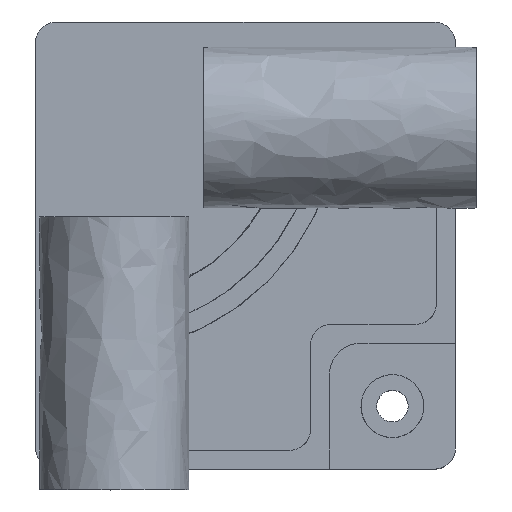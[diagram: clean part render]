
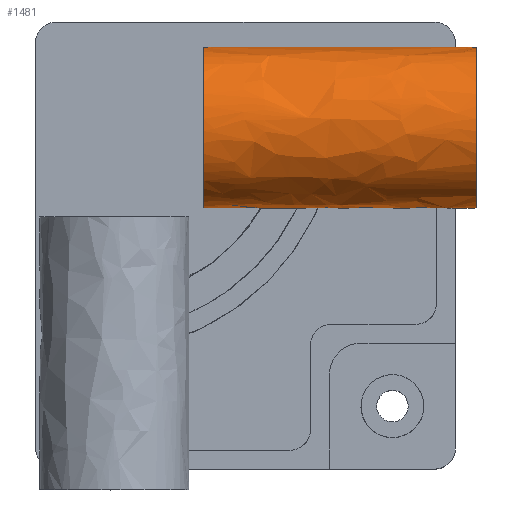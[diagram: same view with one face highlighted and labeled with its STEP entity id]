
A CAD part, top view. The second image highlights one B-rep face of the part: STEP entity #1481.
In plain terms, the highlighted free-form (B-spline) face has degree [2, 1] with [9, 2] control points.
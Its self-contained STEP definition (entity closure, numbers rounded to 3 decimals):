
#58 = VERTEX_POINT('',#59);
#59 = CARTESIAN_POINT('',(98.595,139.676,
    47.168));
#64 = EDGE_CURVE('',#65,#58,#67,.T.);
#65 = VERTEX_POINT('',#66);
#66 = CARTESIAN_POINT('',(88.288,102.019,78.054
    ));
#67 = B_SPLINE_CURVE_WITH_KNOTS('',3,(#68,#69,#70,#71,#72,#73,#74,#75,
    #76,#77,#78,#79,#80,#81,#82,#83),.UNSPECIFIED.,.F.,.F.,(4,2,2,2,2,2,
    2,4),(0.,0.125,0.25,0.375,0.5,0.75,0.875,1.),.UNSPECIFIED.);
#68 = CARTESIAN_POINT('',(88.288,102.019,78.054
    ));
#69 = CARTESIAN_POINT('',(88.288,102.019,
    75.661));
#70 = CARTESIAN_POINT('',(88.449,102.288,
    73.325));
#71 = CARTESIAN_POINT('',(89.05,103.332,68.756
    ));
#72 = CARTESIAN_POINT('',(89.494,104.117,
    66.519));
#73 = CARTESIAN_POINT('',(90.546,106.106,
    62.367));
#74 = CARTESIAN_POINT('',(91.164,107.331,
    60.402));
#75 = CARTESIAN_POINT('',(92.462,110.149,
    56.812));
#76 = CARTESIAN_POINT('',(93.136,111.729,55.195
    ));
#77 = CARTESIAN_POINT('',(95.133,117.002,
    50.85));
#78 = CARTESIAN_POINT('',(96.382,121.14,
    48.717));
#79 = CARTESIAN_POINT('',(97.692,127.928,
    46.97));
#80 = CARTESIAN_POINT('',(98.028,130.233,
    46.642));
#81 = CARTESIAN_POINT('',(98.48,134.928,46.503
    ));
#82 = CARTESIAN_POINT('',(98.595,137.33,
    46.699));
#83 = CARTESIAN_POINT('',(98.595,139.676,
    47.168));
#102 = VERTEX_POINT('',#103);
#103 = CARTESIAN_POINT('',(110.035,127.352,
    47.168));
#110 = EDGE_CURVE('',#102,#111,#113,.T.);
#111 = VERTEX_POINT('',#112);
#112 = CARTESIAN_POINT('',(102.267,102.019,
    78.054));
#113 = B_SPLINE_CURVE_WITH_KNOTS('',3,(#114,#115,#116,#117,#118,#119,
    #120,#121,#122,#123),.UNSPECIFIED.,.F.,.F.,(4,2,2,2,4),(0.,0.25,0.5,
    0.75,1.),.UNSPECIFIED.);
#114 = CARTESIAN_POINT('',(110.035,127.352,
    47.168));
#115 = CARTESIAN_POINT('',(109.515,123.749,
    47.886));
#116 = CARTESIAN_POINT('',(108.8,120.403,
    49.191));
#117 = CARTESIAN_POINT('',(107.138,114.212,
    52.906));
#118 = CARTESIAN_POINT('',(106.231,111.516,
    55.229));
#119 = CARTESIAN_POINT('',(104.503,106.935,
    60.779));
#120 = CARTESIAN_POINT('',(103.722,105.152,
    63.877));
#121 = CARTESIAN_POINT('',(102.584,102.655,
    70.766));
#122 = CARTESIAN_POINT('',(102.267,102.019,
    74.34));
#123 = CARTESIAN_POINT('',(102.267,102.019,
    78.054));
#170 = EDGE_CURVE('',#111,#65,#171,.T.);
#171 = B_SPLINE_CURVE_WITH_KNOTS('',1,(#172,#173),.UNSPECIFIED.,.F.,.F.,
  (2,2),(85.531,102.545),.PIECEWISE_BEZIER_KNOTS.);
#172 = CARTESIAN_POINT('',(102.267,102.019,
    78.054));
#173 = CARTESIAN_POINT('',(88.288,102.019,
    78.054));
#190 = EDGE_CURVE('',#58,#191,#193,.T.);
#191 = VERTEX_POINT('',#192);
#192 = CARTESIAN_POINT('',(164.325,139.676,
    47.168));
#193 = B_SPLINE_CURVE_WITH_KNOTS('',1,(#194,#195),.UNSPECIFIED.,.F.,.F.,
  (2,2),(-90.,-10.),.PIECEWISE_BEZIER_KNOTS.);
#194 = CARTESIAN_POINT('',(98.595,139.676,
    47.168));
#195 = CARTESIAN_POINT('',(164.325,139.676,
    47.168));
#218 = VERTEX_POINT('',#219);
#219 = CARTESIAN_POINT('',(164.325,127.352,
    47.168));
#226 = EDGE_CURVE('',#218,#102,#227,.T.);
#227 = B_SPLINE_CURVE_WITH_KNOTS('',1,(#228,#229),.UNSPECIFIED.,.F.,.F.,
  (2,2),(10.,76.077),.PIECEWISE_BEZIER_KNOTS.);
#228 = CARTESIAN_POINT('',(164.325,127.352,
    47.168));
#229 = CARTESIAN_POINT('',(110.035,127.352,
    47.168));
#645 = EDGE_CURVE('',#218,#191,#646,.T.);
#646 = ( BOUNDED_CURVE() B_SPLINE_CURVE(2,(#647,#648,#649),
.UNSPECIFIED.,.F.,.F.) B_SPLINE_CURVE_WITH_KNOTS((3,3),(2.945,
3.339),.PIECEWISE_BEZIER_KNOTS.) CURVE() 
GEOMETRIC_REPRESENTATION_ITEM() RATIONAL_B_SPLINE_CURVE((1.,
0.981,1.)) REPRESENTATION_ITEM('') );
#647 = CARTESIAN_POINT('',(164.325,127.352,
    47.168));
#648 = CARTESIAN_POINT('',(164.325,133.514,
    45.938));
#649 = CARTESIAN_POINT('',(164.325,139.676,
    47.168));
#1481 = ADVANCED_FACE('',(#1482,#1514),#1522,.T.);
#1482 = FACE_BOUND('',#1483,.T.);
#1483 = EDGE_LOOP('',(#1484,#1496,#1503,#1513));
#1484 = ORIENTED_EDGE('',*,*,#1485,.F.);
#1485 = EDGE_CURVE('',#1486,#1486,#1488,.T.);
#1486 = VERTEX_POINT('',#1487);
#1487 = CARTESIAN_POINT('',(172.541,165.01,
    78.054));
#1488 = ( BOUNDED_CURVE() B_SPLINE_CURVE(2,(#1489,#1490,#1491,#1492,
#1493,#1494,#1495),.UNSPECIFIED.,.T.,.F.) B_SPLINE_CURVE_WITH_KNOTS((1,2
    ,2,2,2,1),(-2.094,0.,2.094,4.189,
6.283,8.378),.UNSPECIFIED.) CURVE() 
GEOMETRIC_REPRESENTATION_ITEM() RATIONAL_B_SPLINE_CURVE((1.,0.5,1.,0.5,
1.,0.5,1.)) REPRESENTATION_ITEM('') );
#1489 = CARTESIAN_POINT('',(172.541,165.01,
    78.054));
#1490 = CARTESIAN_POINT('',(172.541,165.01,
    132.607));
#1491 = CARTESIAN_POINT('',(172.541,117.766,
    105.331));
#1492 = CARTESIAN_POINT('',(172.541,70.523,
    78.054));
#1493 = CARTESIAN_POINT('',(172.541,117.766,
    50.778));
#1494 = CARTESIAN_POINT('',(172.541,165.01,
    23.502));
#1495 = CARTESIAN_POINT('',(172.541,165.01,
    78.054));
#1496 = ORIENTED_EDGE('',*,*,#1497,.T.);
#1497 = EDGE_CURVE('',#1486,#1498,#1500,.T.);
#1498 = VERTEX_POINT('',#1499);
#1499 = CARTESIAN_POINT('',(65.73,165.01,
    78.054));
#1500 = B_SPLINE_CURVE_WITH_KNOTS('',1,(#1501,#1502),.UNSPECIFIED.,.F.,
  .F.,(2,2),(0.,130.),.PIECEWISE_BEZIER_KNOTS.);
#1501 = CARTESIAN_POINT('',(172.541,165.01,
    78.054));
#1502 = CARTESIAN_POINT('',(65.73,165.01,
    78.054));
#1503 = ORIENTED_EDGE('',*,*,#1504,.T.);
#1504 = EDGE_CURVE('',#1498,#1498,#1505,.T.);
#1505 = ( BOUNDED_CURVE() B_SPLINE_CURVE(2,(#1506,#1507,#1508,#1509,
#1510,#1511,#1512),.UNSPECIFIED.,.T.,.F.) B_SPLINE_CURVE_WITH_KNOTS((1,2
    ,2,2,2,1),(-2.094,0.,2.094,4.189,
6.283,8.378),.UNSPECIFIED.) CURVE() 
GEOMETRIC_REPRESENTATION_ITEM() RATIONAL_B_SPLINE_CURVE((1.,0.5,1.,0.5,
1.,0.5,1.)) REPRESENTATION_ITEM('') );
#1506 = CARTESIAN_POINT('',(65.73,165.01,
    78.054));
#1507 = CARTESIAN_POINT('',(65.73,165.01,
    132.607));
#1508 = CARTESIAN_POINT('',(65.73,117.766,
    105.331));
#1509 = CARTESIAN_POINT('',(65.73,70.523,
    78.054));
#1510 = CARTESIAN_POINT('',(65.73,117.766,
    50.778));
#1511 = CARTESIAN_POINT('',(65.73,165.01,
    23.502));
#1512 = CARTESIAN_POINT('',(65.73,165.01,
    78.054));
#1513 = ORIENTED_EDGE('',*,*,#1497,.F.);
#1514 = FACE_BOUND('',#1515,.T.);
#1515 = EDGE_LOOP('',(#1516,#1517,#1518,#1519,#1520,#1521));
#1516 = ORIENTED_EDGE('',*,*,#64,.F.);
#1517 = ORIENTED_EDGE('',*,*,#170,.F.);
#1518 = ORIENTED_EDGE('',*,*,#110,.F.);
#1519 = ORIENTED_EDGE('',*,*,#226,.F.);
#1520 = ORIENTED_EDGE('',*,*,#645,.T.);
#1521 = ORIENTED_EDGE('',*,*,#190,.F.);
#1522 = ( BOUNDED_SURFACE() B_SPLINE_SURFACE(2,1,(
    (#1523,#1524)
    ,(#1525,#1526)
    ,(#1527,#1528)
    ,(#1529,#1530)
    ,(#1531,#1532)
    ,(#1533,#1534)
    ,(#1535,#1536)
    ,(#1537,#1538)
    ,(#1539,#1540
)),.UNSPECIFIED.,.T.,.F.,.F.) B_SPLINE_SURFACE_WITH_KNOTS((3,2,2,2,3),(2
    ,2),(1.571,2.094,4.189,6.283,
    7.854),(0.,130.),.UNSPECIFIED.) 
GEOMETRIC_REPRESENTATION_ITEM() RATIONAL_B_SPLINE_SURFACE((
    (0.813,0.813)
    ,(0.875,0.875)
    ,(1.,1.)
    ,(0.5,0.5)
    ,(1.,1.)
    ,(0.5,0.5)
    ,(1.,1.)
    ,(0.625,0.625)
,(0.813,0.813))) REPRESENTATION_ITEM('') SURFACE() );
#1523 = CARTESIAN_POINT('',(172.541,164.987,
    76.843));
#1524 = CARTESIAN_POINT('',(65.73,164.987,
    76.843));
#1525 = CARTESIAN_POINT('',(172.541,164.687,
    69.056));
#1526 = CARTESIAN_POINT('',(65.73,164.687,
    69.056));
#1527 = CARTESIAN_POINT('',(172.541,160.79,
    62.307));
#1528 = CARTESIAN_POINT('',(65.73,160.79,
    62.307));
#1529 = CARTESIAN_POINT('',(172.541,133.514,
    15.063));
#1530 = CARTESIAN_POINT('',(65.73,133.514,
    15.063));
#1531 = CARTESIAN_POINT('',(172.541,106.238,
    62.307));
#1532 = CARTESIAN_POINT('',(65.73,106.238,
    62.307));
#1533 = CARTESIAN_POINT('',(172.541,78.962,
    109.55));
#1534 = CARTESIAN_POINT('',(65.73,78.962,
    109.55));
#1535 = CARTESIAN_POINT('',(172.541,133.514,
    109.55));
#1536 = CARTESIAN_POINT('',(65.73,133.514,
    109.55));
#1537 = CARTESIAN_POINT('',(172.541,166.246,
    109.55));
#1538 = CARTESIAN_POINT('',(65.73,166.246,
    109.55));
#1539 = CARTESIAN_POINT('',(172.541,164.987,
    76.843));
#1540 = CARTESIAN_POINT('',(65.73,164.987,
    76.843));
